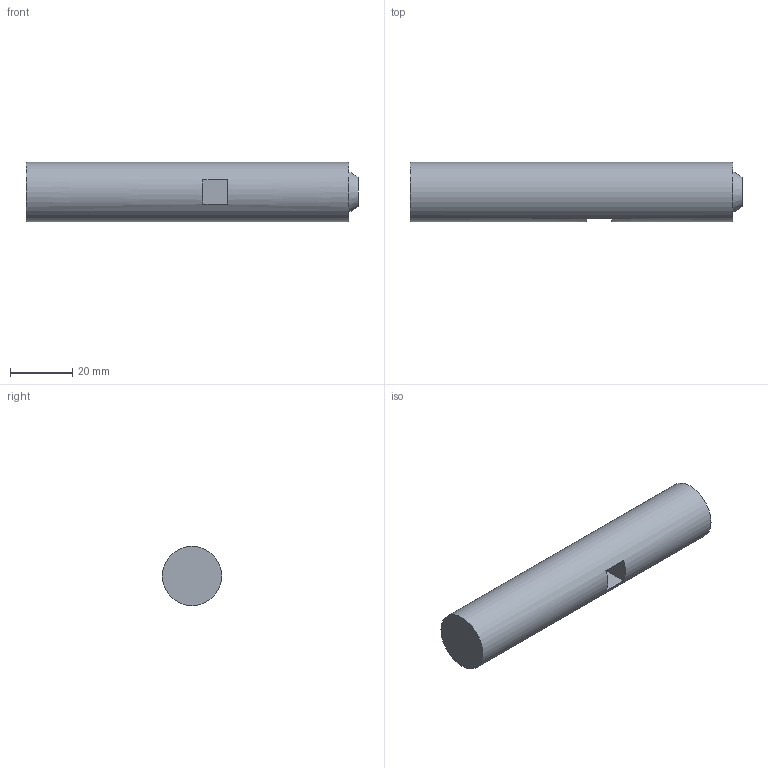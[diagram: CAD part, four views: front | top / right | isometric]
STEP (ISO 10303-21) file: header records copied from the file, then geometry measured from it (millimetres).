
FILE_DESCRIPTION(/* description */ (''),/* implementation_level */ '2;1');
FILE_NAME(/* name */ 'Electronic_Cigarette.step',/* time_stamp */ '2021-06-23T09:30:24+02:00',/* author */ (''),/* organization */ (''),/* preprocessor_version */ 'ST-DEVELOPER v18.1',/* originating_system */ 'Autodesk Translation Framework v10.9.0.1377',/* authorisation */ '');
FILE_SCHEMA (('AUTOMOTIVE_DESIGN { 1 0 10303 214 3 1 1 }'));
Length unit declared in the file: millimetre
Products named in the file (1): Joytec_eGo_AIO
Bounding box: 107 x 19.1 x 19.1 mm (x, y, z)
Volume: 29060.3 mm3; surface area: 7357.5 mm2
Topology: 1 solids, 1 shells, 12 faces, 24 edges, 16 vertices
Faces by surface type: plane 8, cone 2, cylinder 2
Full cylindrical faces by diameter (mm): 8.6 x1, 19.1 x1
Entity records: 345 total; most frequent: DIRECTION 58, CARTESIAN_POINT 52, ORIENTED_EDGE 46, EDGE_CURVE 23, AXIS2_PLACEMENT_3D 22, VERTEX_POINT 16, EDGE_LOOP 15, LINE 14
